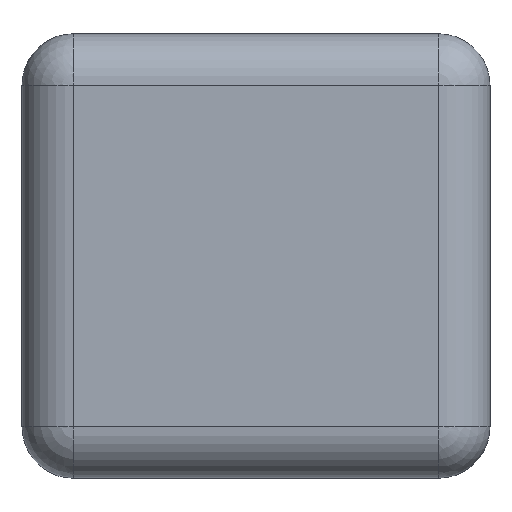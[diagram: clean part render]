
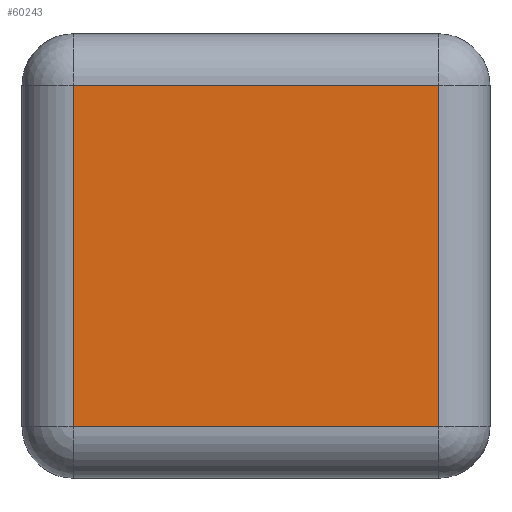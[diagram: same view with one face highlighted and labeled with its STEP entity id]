
A CAD part, front view. The second image highlights one B-rep face of the part: STEP entity #60243.
In plain terms, the highlighted planar face has unit normal (0, -1, 0).
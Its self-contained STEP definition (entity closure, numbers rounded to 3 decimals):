
#876 = VERTEX_POINT ( 'NONE', #65782 ) ;
#944 = VERTEX_POINT ( 'NONE', #60800 ) ;
#3291 = CARTESIAN_POINT ( 'NONE',  ( -283.679, -786.042, 0. ) ) ;
#3642 = LINE ( 'NONE', #3291, #53932 ) ;
#3839 = VECTOR ( 'NONE', #6298, 1000. ) ;
#4891 = VERTEX_POINT ( 'NONE', #56965 ) ;
#6298 = DIRECTION ( 'NONE',  ( 1., 0., 0. ) ) ;
#7697 = EDGE_LOOP ( 'NONE', ( #45055, #15012, #37795, #52279 ) ) ;
#10143 = EDGE_CURVE ( 'NONE', #944, #4891, #3642, .T. ) ;
#14681 = DIRECTION ( 'NONE',  ( 0., 0., -1. ) ) ;
#15012 = ORIENTED_EDGE ( 'NONE', *, *, #10143, .T. ) ;
#19100 = VERTEX_POINT ( 'NONE', #37551 ) ;
#19266 = DIRECTION ( 'NONE',  ( -1., 0., 0. ) ) ;
#22748 = VECTOR ( 'NONE', #26394, 1000. ) ;
#23211 = CARTESIAN_POINT ( 'NONE',  ( 0., -786.042, 0. ) ) ;
#26394 = DIRECTION ( 'NONE',  ( 0., 0., 1. ) ) ;
#27788 = CARTESIAN_POINT ( 'NONE',  ( 283.679, -786.042, 0. ) ) ;
#31624 = CARTESIAN_POINT ( 'NONE',  ( 0., -786.042, 265.352 ) ) ;
#34734 = EDGE_CURVE ( 'NONE', #4891, #876, #59452, .T. ) ;
#37551 = CARTESIAN_POINT ( 'NONE',  ( 283.679, -786.042, 265.352 ) ) ;
#37795 = ORIENTED_EDGE ( 'NONE', *, *, #34734, .T. ) ;
#38795 = LINE ( 'NONE', #27788, #22748 ) ;
#44192 = CARTESIAN_POINT ( 'NONE',  ( 0., -786.042, -265.352 ) ) ;
#45055 = ORIENTED_EDGE ( 'NONE', *, *, #45365, .T. ) ;
#45365 = EDGE_CURVE ( 'NONE', #19100, #944, #58230, .T. ) ;
#46560 = DIRECTION ( 'NONE',  ( 0., -1., 0. ) ) ;
#50146 = PLANE ( 'NONE',  #51980 ) ;
#50500 = FACE_OUTER_BOUND ( 'NONE', #7697, .T. ) ;
#50522 = DIRECTION ( 'NONE',  ( 0., 0., -1. ) ) ;
#51980 = AXIS2_PLACEMENT_3D ( 'NONE', #23211, #46560, #14681 ) ;
#52279 = ORIENTED_EDGE ( 'NONE', *, *, #67937, .T. ) ;
#53932 = VECTOR ( 'NONE', #50522, 1000. ) ;
#56965 = CARTESIAN_POINT ( 'NONE',  ( -283.679, -786.042, -265.352 ) ) ;
#58230 = LINE ( 'NONE', #31624, #69774 ) ;
#59452 = LINE ( 'NONE', #44192, #3839 ) ;
#60243 = ADVANCED_FACE ( 'NONE', ( #50500 ), #50146, .T. ) ;
#60800 = CARTESIAN_POINT ( 'NONE',  ( -283.679, -786.042, 265.352 ) ) ;
#65782 = CARTESIAN_POINT ( 'NONE',  ( 283.679, -786.042, -265.352 ) ) ;
#67937 = EDGE_CURVE ( 'NONE', #876, #19100, #38795, .T. ) ;
#69774 = VECTOR ( 'NONE', #19266, 1000. ) ;
